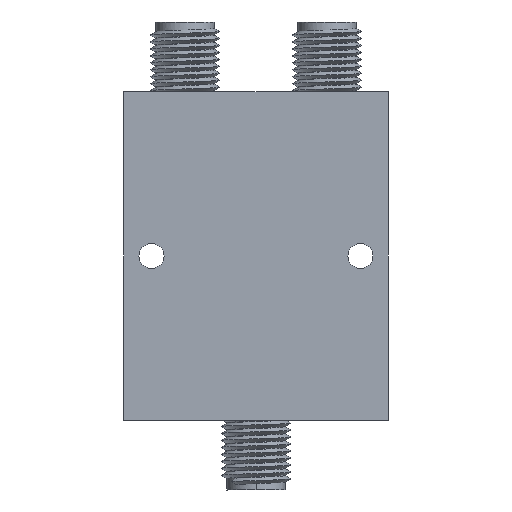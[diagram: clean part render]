
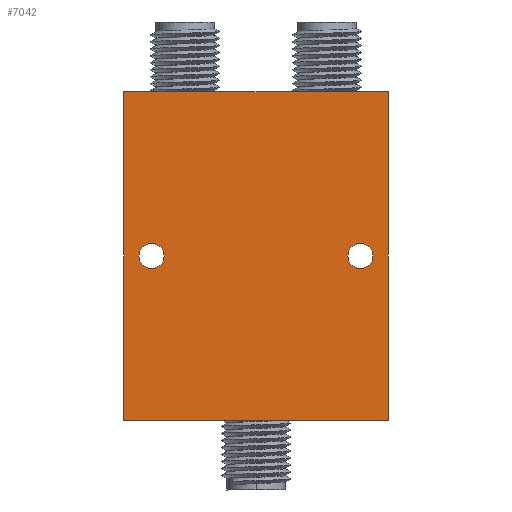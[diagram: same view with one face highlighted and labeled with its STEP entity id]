
A CAD part, front view. The second image highlights one B-rep face of the part: STEP entity #7042.
In plain terms, the highlighted planar face has unit normal (0, -1, 0).
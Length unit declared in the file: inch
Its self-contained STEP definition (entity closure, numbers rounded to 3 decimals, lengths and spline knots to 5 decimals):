
#124 = FACE_BOUND ( 'NONE', #721, .T. ) ;
#391 = DIRECTION ( 'NONE',  ( 0., 0., 1. ) ) ;
#465 = ORIENTED_EDGE ( 'NONE', *, *, #9225, .F. ) ;
#576 = DIRECTION ( 'NONE',  ( -1., 0., 0. ) ) ;
#721 = EDGE_LOOP ( 'NONE', ( #11300, #1181 ) ) ;
#809 = DIRECTION ( 'NONE',  ( 0., 0., 1. ) ) ;
#867 = AXIS2_PLACEMENT_3D ( 'NONE', #9856, #8096, #809 ) ;
#959 = EDGE_CURVE ( 'NONE', #11675, #9338, #3544, .T. ) ;
#1181 = ORIENTED_EDGE ( 'NONE', *, *, #1639, .T. ) ;
#1303 = FACE_OUTER_BOUND ( 'NONE', #3293, .T. ) ;
#1362 = VERTEX_POINT ( 'NONE', #4773 ) ;
#1383 = LINE ( 'NONE', #7128, #6984 ) ;
#1484 = EDGE_CURVE ( 'NONE', #11430, #8342, #8858, .T. ) ;
#1639 = EDGE_CURVE ( 'NONE', #8342, #11430, #5265, .T. ) ;
#1719 = CARTESIAN_POINT ( 'NONE',  ( 0.95, 0., 0. ) ) ;
#1920 = AXIS2_PLACEMENT_3D ( 'NONE', #7912, #10528, #391 ) ;
#1951 = PLANE ( 'NONE',  #11417 ) ;
#2036 = DIRECTION ( 'NONE',  ( 0., -1., 0. ) ) ;
#2112 = DIRECTION ( 'NONE',  ( 0., 1., 0. ) ) ;
#2338 = CARTESIAN_POINT ( 'NONE',  ( 0.1, 0., -0.545 ) ) ;
#2408 = EDGE_CURVE ( 'NONE', #9767, #6050, #1383, .T. ) ;
#2552 = VECTOR ( 'NONE', #576, 39.37008 ) ;
#3126 = DIRECTION ( 'NONE',  ( 0., 0., 1. ) ) ;
#3293 = EDGE_LOOP ( 'NONE', ( #4216, #6361, #465, #6062 ) ) ;
#3544 = LINE ( 'NONE', #4378, #2552 ) ;
#3770 = CARTESIAN_POINT ( 'NONE',  ( 0.95, 0., -1.18 ) ) ;
#3911 = ORIENTED_EDGE ( 'NONE', *, *, #7937, .T. ) ;
#4216 = ORIENTED_EDGE ( 'NONE', *, *, #9808, .F. ) ;
#4378 = CARTESIAN_POINT ( 'NONE',  ( 0., 0., -1.18 ) ) ;
#4773 = CARTESIAN_POINT ( 'NONE',  ( 0.85, 0., -0.545 ) ) ;
#4893 = CARTESIAN_POINT ( 'NONE',  ( 0.85, 0., -0.59 ) ) ;
#5087 = CARTESIAN_POINT ( 'NONE',  ( 0., 0., 0. ) ) ;
#5265 = CIRCLE ( 'NONE', #1920, 0.045 ) ;
#5313 = FACE_BOUND ( 'NONE', #8523, .T. ) ;
#5819 = DIRECTION ( 'NONE',  ( 0., 1., 0. ) ) ;
#6050 = VERTEX_POINT ( 'NONE', #8950 ) ;
#6062 = ORIENTED_EDGE ( 'NONE', *, *, #2408, .F. ) ;
#6361 = ORIENTED_EDGE ( 'NONE', *, *, #959, .F. ) ;
#6391 = CARTESIAN_POINT ( 'NONE',  ( 0.1, 0., -0.635 ) ) ;
#6572 = LINE ( 'NONE', #1719, #10015 ) ;
#6598 = ORIENTED_EDGE ( 'NONE', *, *, #6604, .T. ) ;
#6604 = EDGE_CURVE ( 'NONE', #1362, #8433, #8061, .T. ) ;
#6984 = VECTOR ( 'NONE', #10780, 39.37008 ) ;
#7000 = AXIS2_PLACEMENT_3D ( 'NONE', #8500, #2112, #3126 ) ;
#7010 = LINE ( 'NONE', #5087, #7144 ) ;
#7042 = ADVANCED_FACE ( 'NONE', ( #124, #5313, #1303 ), #1951, .T. ) ;
#7128 = CARTESIAN_POINT ( 'NONE',  ( 0., 0., 0. ) ) ;
#7137 = DIRECTION ( 'NONE',  ( 0., 0., -1. ) ) ;
#7144 = VECTOR ( 'NONE', #9621, 39.37008 ) ;
#7341 = CARTESIAN_POINT ( 'NONE',  ( 0., 0., -1.18 ) ) ;
#7539 = CARTESIAN_POINT ( 'NONE',  ( 0., 0., 0. ) ) ;
#7912 = CARTESIAN_POINT ( 'NONE',  ( 0.1, 0., -0.59 ) ) ;
#7937 = EDGE_CURVE ( 'NONE', #8433, #1362, #10761, .T. ) ;
#8061 = CIRCLE ( 'NONE', #867, 0.045 ) ;
#8096 = DIRECTION ( 'NONE',  ( 0., 1., 0. ) ) ;
#8342 = VERTEX_POINT ( 'NONE', #6391 ) ;
#8378 = DIRECTION ( 'NONE',  ( 0., 0., -1. ) ) ;
#8433 = VERTEX_POINT ( 'NONE', #9215 ) ;
#8500 = CARTESIAN_POINT ( 'NONE',  ( 0.1, 0., -0.59 ) ) ;
#8523 = EDGE_LOOP ( 'NONE', ( #6598, #3911 ) ) ;
#8622 = DIRECTION ( 'NONE',  ( 0., 0., 1. ) ) ;
#8783 = CARTESIAN_POINT ( 'NONE',  ( 0., 0., 0. ) ) ;
#8858 = CIRCLE ( 'NONE', #7000, 0.045 ) ;
#8948 = AXIS2_PLACEMENT_3D ( 'NONE', #4893, #5819, #8622 ) ;
#8950 = CARTESIAN_POINT ( 'NONE',  ( 0.95, 0., 0. ) ) ;
#9215 = CARTESIAN_POINT ( 'NONE',  ( 0.85, 0., -0.635 ) ) ;
#9225 = EDGE_CURVE ( 'NONE', #6050, #11675, #6572, .T. ) ;
#9338 = VERTEX_POINT ( 'NONE', #7341 ) ;
#9621 = DIRECTION ( 'NONE',  ( 0., 0., 1. ) ) ;
#9767 = VERTEX_POINT ( 'NONE', #8783 ) ;
#9808 = EDGE_CURVE ( 'NONE', #9338, #9767, #7010, .T. ) ;
#9856 = CARTESIAN_POINT ( 'NONE',  ( 0.85, 0., -0.59 ) ) ;
#10015 = VECTOR ( 'NONE', #7137, 39.37008 ) ;
#10528 = DIRECTION ( 'NONE',  ( 0., 1., 0. ) ) ;
#10761 = CIRCLE ( 'NONE', #8948, 0.045 ) ;
#10780 = DIRECTION ( 'NONE',  ( 1., 0., 0. ) ) ;
#11300 = ORIENTED_EDGE ( 'NONE', *, *, #1484, .T. ) ;
#11417 = AXIS2_PLACEMENT_3D ( 'NONE', #7539, #2036, #8378 ) ;
#11430 = VERTEX_POINT ( 'NONE', #2338 ) ;
#11675 = VERTEX_POINT ( 'NONE', #3770 ) ;
